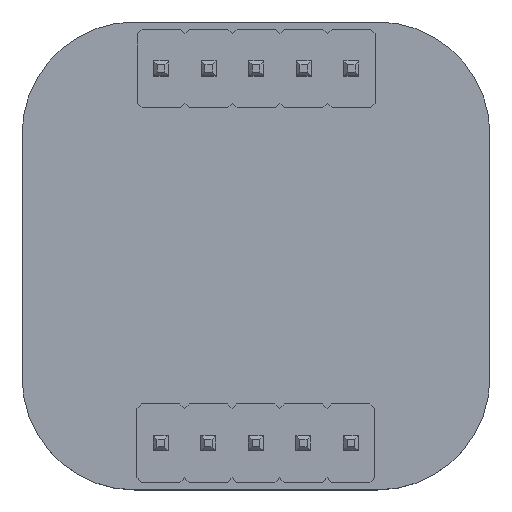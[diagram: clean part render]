
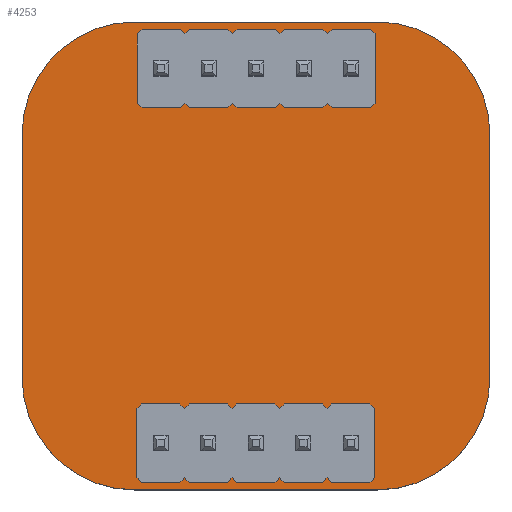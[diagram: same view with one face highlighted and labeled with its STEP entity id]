
A CAD part, top view. The second image highlights one B-rep face of the part: STEP entity #4253.
In plain terms, the highlighted planar face has unit normal (0, 0, 1).
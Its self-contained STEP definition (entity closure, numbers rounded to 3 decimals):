
#3994 = VERTEX_POINT('',#3995);
#3995 = CARTESIAN_POINT('',(3.25,6.25,1.6));
#4001 = EDGE_CURVE('',#3994,#4002,#4004,.T.);
#4002 = VERTEX_POINT('',#4003);
#4003 = CARTESIAN_POINT('',(6.25,3.25,1.6));
#4004 = CIRCLE('',#4005,3.);
#4005 = AXIS2_PLACEMENT_3D('',#4006,#4007,#4008);
#4006 = CARTESIAN_POINT('',(3.25,3.25,1.6));
#4007 = DIRECTION('',(0.,0.,-1.));
#4008 = DIRECTION('',(0.,1.,0.));
#4036 = VERTEX_POINT('',#4037);
#4037 = CARTESIAN_POINT('',(-3.25,6.25,1.6));
#4043 = EDGE_CURVE('',#4036,#3994,#4044,.T.);
#4044 = LINE('',#4045,#4046);
#4045 = CARTESIAN_POINT('',(-3.25,6.25,1.6));
#4046 = VECTOR('',#4047,1.);
#4047 = DIRECTION('',(1.,0.,0.));
#4065 = EDGE_CURVE('',#4002,#4066,#4068,.T.);
#4066 = VERTEX_POINT('',#4067);
#4067 = CARTESIAN_POINT('',(6.25,-3.25,1.6));
#4068 = LINE('',#4069,#4070);
#4069 = CARTESIAN_POINT('',(6.25,3.25,1.6));
#4070 = VECTOR('',#4071,1.);
#4071 = DIRECTION('',(0.,-1.,0.));
#4253 = ADVANCED_FACE('',(#4254,#4300,#4311,#4322,#4333,#4344,#4355,
    #4366,#4377,#4388,#4399),#4410,.F.);
#4254 = FACE_BOUND('',#4255,.F.);
#4255 = EDGE_LOOP('',(#4256,#4257,#4258,#4267,#4275,#4284,#4292,#4299));
#4256 = ORIENTED_EDGE('',*,*,#4001,.T.);
#4257 = ORIENTED_EDGE('',*,*,#4065,.T.);
#4258 = ORIENTED_EDGE('',*,*,#4259,.T.);
#4259 = EDGE_CURVE('',#4066,#4260,#4262,.T.);
#4260 = VERTEX_POINT('',#4261);
#4261 = CARTESIAN_POINT('',(3.25,-6.25,1.6));
#4262 = CIRCLE('',#4263,3.);
#4263 = AXIS2_PLACEMENT_3D('',#4264,#4265,#4266);
#4264 = CARTESIAN_POINT('',(3.25,-3.25,1.6));
#4265 = DIRECTION('',(0.,0.,-1.));
#4266 = DIRECTION('',(1.,0.,0.));
#4267 = ORIENTED_EDGE('',*,*,#4268,.T.);
#4268 = EDGE_CURVE('',#4260,#4269,#4271,.T.);
#4269 = VERTEX_POINT('',#4270);
#4270 = CARTESIAN_POINT('',(-3.25,-6.25,1.6));
#4271 = LINE('',#4272,#4273);
#4272 = CARTESIAN_POINT('',(3.25,-6.25,1.6));
#4273 = VECTOR('',#4274,1.);
#4274 = DIRECTION('',(-1.,0.,0.));
#4275 = ORIENTED_EDGE('',*,*,#4276,.T.);
#4276 = EDGE_CURVE('',#4269,#4277,#4279,.T.);
#4277 = VERTEX_POINT('',#4278);
#4278 = CARTESIAN_POINT('',(-6.25,-3.25,1.6));
#4279 = CIRCLE('',#4280,3.);
#4280 = AXIS2_PLACEMENT_3D('',#4281,#4282,#4283);
#4281 = CARTESIAN_POINT('',(-3.25,-3.25,1.6));
#4282 = DIRECTION('',(0.,0.,-1.));
#4283 = DIRECTION('',(0.,-1.,0.));
#4284 = ORIENTED_EDGE('',*,*,#4285,.T.);
#4285 = EDGE_CURVE('',#4277,#4286,#4288,.T.);
#4286 = VERTEX_POINT('',#4287);
#4287 = CARTESIAN_POINT('',(-6.25,3.25,1.6));
#4288 = LINE('',#4289,#4290);
#4289 = CARTESIAN_POINT('',(-6.25,-3.25,1.6));
#4290 = VECTOR('',#4291,1.);
#4291 = DIRECTION('',(0.,1.,0.));
#4292 = ORIENTED_EDGE('',*,*,#4293,.T.);
#4293 = EDGE_CURVE('',#4286,#4036,#4294,.T.);
#4294 = CIRCLE('',#4295,3.);
#4295 = AXIS2_PLACEMENT_3D('',#4296,#4297,#4298);
#4296 = CARTESIAN_POINT('',(-3.25,3.25,1.6));
#4297 = DIRECTION('',(0.,0.,-1.));
#4298 = DIRECTION('',(-1.,0.,0.));
#4299 = ORIENTED_EDGE('',*,*,#4043,.T.);
#4300 = FACE_BOUND('',#4301,.F.);
#4301 = EDGE_LOOP('',(#4302));
#4302 = ORIENTED_EDGE('',*,*,#4303,.F.);
#4303 = EDGE_CURVE('',#4304,#4304,#4306,.T.);
#4304 = VERTEX_POINT('',#4305);
#4305 = CARTESIAN_POINT('',(2.535,-5.33,1.6));
#4306 = CIRCLE('',#4307,0.325);
#4307 = AXIS2_PLACEMENT_3D('',#4308,#4309,#4310);
#4308 = CARTESIAN_POINT('',(2.535,-5.005,1.6));
#4309 = DIRECTION('',(-0.,0.,-1.));
#4310 = DIRECTION('',(-0.,-1.,0.));
#4311 = FACE_BOUND('',#4312,.F.);
#4312 = EDGE_LOOP('',(#4313));
#4313 = ORIENTED_EDGE('',*,*,#4314,.F.);
#4314 = EDGE_CURVE('',#4315,#4315,#4317,.T.);
#4315 = VERTEX_POINT('',#4316);
#4316 = CARTESIAN_POINT('',(1.265,-5.33,1.6));
#4317 = CIRCLE('',#4318,0.325);
#4318 = AXIS2_PLACEMENT_3D('',#4319,#4320,#4321);
#4319 = CARTESIAN_POINT('',(1.265,-5.005,1.6));
#4320 = DIRECTION('',(-0.,0.,-1.));
#4321 = DIRECTION('',(0.,-1.,0.));
#4322 = FACE_BOUND('',#4323,.F.);
#4323 = EDGE_LOOP('',(#4324));
#4324 = ORIENTED_EDGE('',*,*,#4325,.F.);
#4325 = EDGE_CURVE('',#4326,#4326,#4328,.T.);
#4326 = VERTEX_POINT('',#4327);
#4327 = CARTESIAN_POINT('',(-0.005,-5.33,1.6));
#4328 = CIRCLE('',#4329,0.325);
#4329 = AXIS2_PLACEMENT_3D('',#4330,#4331,#4332);
#4330 = CARTESIAN_POINT('',(-0.005,-5.005,1.6));
#4331 = DIRECTION('',(-0.,0.,-1.));
#4332 = DIRECTION('',(0.,-1.,0.));
#4333 = FACE_BOUND('',#4334,.F.);
#4334 = EDGE_LOOP('',(#4335));
#4335 = ORIENTED_EDGE('',*,*,#4336,.F.);
#4336 = EDGE_CURVE('',#4337,#4337,#4339,.T.);
#4337 = VERTEX_POINT('',#4338);
#4338 = CARTESIAN_POINT('',(-1.275,-5.33,1.6));
#4339 = CIRCLE('',#4340,0.325);
#4340 = AXIS2_PLACEMENT_3D('',#4341,#4342,#4343);
#4341 = CARTESIAN_POINT('',(-1.275,-5.005,1.6));
#4342 = DIRECTION('',(-0.,0.,-1.));
#4343 = DIRECTION('',(-0.,-1.,0.));
#4344 = FACE_BOUND('',#4345,.F.);
#4345 = EDGE_LOOP('',(#4346));
#4346 = ORIENTED_EDGE('',*,*,#4347,.F.);
#4347 = EDGE_CURVE('',#4348,#4348,#4350,.T.);
#4348 = VERTEX_POINT('',#4349);
#4349 = CARTESIAN_POINT('',(-2.545,-5.33,1.6));
#4350 = CIRCLE('',#4351,0.325);
#4351 = AXIS2_PLACEMENT_3D('',#4352,#4353,#4354);
#4352 = CARTESIAN_POINT('',(-2.545,-5.005,1.6));
#4353 = DIRECTION('',(-0.,0.,-1.));
#4354 = DIRECTION('',(-0.,-1.,0.));
#4355 = FACE_BOUND('',#4356,.F.);
#4356 = EDGE_LOOP('',(#4357));
#4357 = ORIENTED_EDGE('',*,*,#4358,.F.);
#4358 = EDGE_CURVE('',#4359,#4359,#4361,.T.);
#4359 = VERTEX_POINT('',#4360);
#4360 = CARTESIAN_POINT('',(2.545,4.68,1.6));
#4361 = CIRCLE('',#4362,0.325);
#4362 = AXIS2_PLACEMENT_3D('',#4363,#4364,#4365);
#4363 = CARTESIAN_POINT('',(2.545,5.005,1.6));
#4364 = DIRECTION('',(-0.,0.,-1.));
#4365 = DIRECTION('',(-0.,-1.,0.));
#4366 = FACE_BOUND('',#4367,.F.);
#4367 = EDGE_LOOP('',(#4368));
#4368 = ORIENTED_EDGE('',*,*,#4369,.F.);
#4369 = EDGE_CURVE('',#4370,#4370,#4372,.T.);
#4370 = VERTEX_POINT('',#4371);
#4371 = CARTESIAN_POINT('',(1.275,4.68,1.6));
#4372 = CIRCLE('',#4373,0.325);
#4373 = AXIS2_PLACEMENT_3D('',#4374,#4375,#4376);
#4374 = CARTESIAN_POINT('',(1.275,5.005,1.6));
#4375 = DIRECTION('',(-0.,0.,-1.));
#4376 = DIRECTION('',(-0.,-1.,0.));
#4377 = FACE_BOUND('',#4378,.F.);
#4378 = EDGE_LOOP('',(#4379));
#4379 = ORIENTED_EDGE('',*,*,#4380,.F.);
#4380 = EDGE_CURVE('',#4381,#4381,#4383,.T.);
#4381 = VERTEX_POINT('',#4382);
#4382 = CARTESIAN_POINT('',(0.005,4.68,1.6));
#4383 = CIRCLE('',#4384,0.325);
#4384 = AXIS2_PLACEMENT_3D('',#4385,#4386,#4387);
#4385 = CARTESIAN_POINT('',(0.005,5.005,1.6));
#4386 = DIRECTION('',(-0.,0.,-1.));
#4387 = DIRECTION('',(0.,-1.,0.));
#4388 = FACE_BOUND('',#4389,.F.);
#4389 = EDGE_LOOP('',(#4390));
#4390 = ORIENTED_EDGE('',*,*,#4391,.F.);
#4391 = EDGE_CURVE('',#4392,#4392,#4394,.T.);
#4392 = VERTEX_POINT('',#4393);
#4393 = CARTESIAN_POINT('',(-1.265,4.68,1.6));
#4394 = CIRCLE('',#4395,0.325);
#4395 = AXIS2_PLACEMENT_3D('',#4396,#4397,#4398);
#4396 = CARTESIAN_POINT('',(-1.265,5.005,1.6));
#4397 = DIRECTION('',(-0.,0.,-1.));
#4398 = DIRECTION('',(0.,-1.,-0.));
#4399 = FACE_BOUND('',#4400,.F.);
#4400 = EDGE_LOOP('',(#4401));
#4401 = ORIENTED_EDGE('',*,*,#4402,.F.);
#4402 = EDGE_CURVE('',#4403,#4403,#4405,.T.);
#4403 = VERTEX_POINT('',#4404);
#4404 = CARTESIAN_POINT('',(-2.535,4.68,1.6));
#4405 = CIRCLE('',#4406,0.325);
#4406 = AXIS2_PLACEMENT_3D('',#4407,#4408,#4409);
#4407 = CARTESIAN_POINT('',(-2.535,5.005,1.6));
#4408 = DIRECTION('',(-0.,0.,-1.));
#4409 = DIRECTION('',(-0.,-1.,0.));
#4410 = PLANE('',#4411);
#4411 = AXIS2_PLACEMENT_3D('',#4412,#4413,#4414);
#4412 = CARTESIAN_POINT('',(0.,0.,1.6)
  );
#4413 = DIRECTION('',(-0.,-0.,-1.));
#4414 = DIRECTION('',(-1.,0.,0.));
